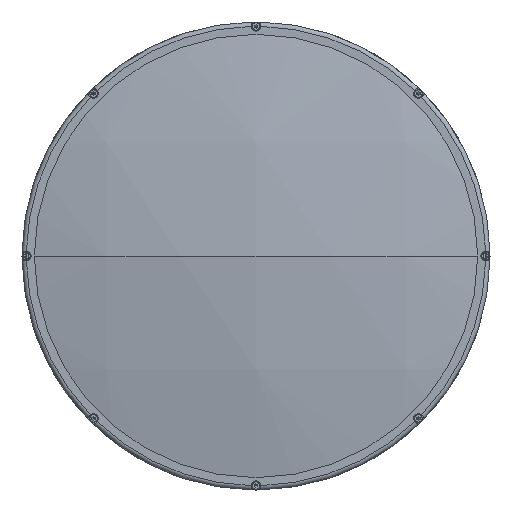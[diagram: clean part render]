
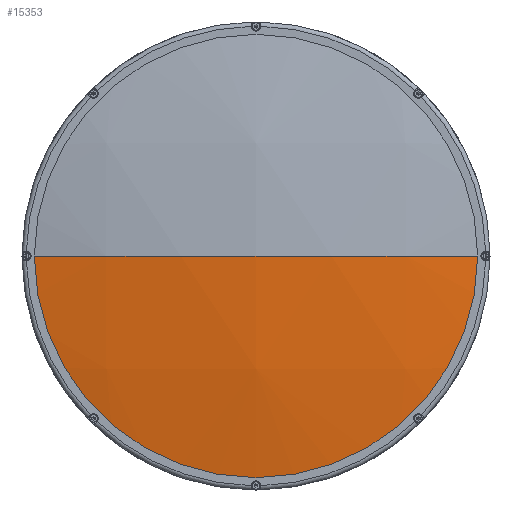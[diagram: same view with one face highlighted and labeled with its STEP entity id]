
A CAD part, left-side view. The second image highlights one B-rep face of the part: STEP entity #15353.
In plain terms, the highlighted spherical face has radius 786 mm.
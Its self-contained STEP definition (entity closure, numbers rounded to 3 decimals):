
#812 = SPHERICAL_SURFACE ( 'NONE', #5504, 786. ) ;
#1341 = DIRECTION ( 'NONE',  ( 0., -1., 0. ) ) ;
#2833 = ORIENTED_EDGE ( 'NONE', *, *, #18336, .T. ) ;
#3971 = CARTESIAN_POINT ( 'NONE',  ( 66.073, 0.64, 0. ) ) ;
#4104 = CARTESIAN_POINT ( 'NONE',  ( -704.592, -153.86, 0. ) ) ;
#4201 = EDGE_LOOP ( 'NONE', ( #7856, #2833, #13037 ) ) ;
#5504 = AXIS2_PLACEMENT_3D ( 'NONE', #19470, #19545, #9899 ) ;
#5568 = DIRECTION ( 'NONE',  ( 0., 1., 0. ) ) ;
#6849 = VERTEX_POINT ( 'NONE', #15169 ) ;
#7153 = EDGE_CURVE ( 'NONE', #19195, #6849, #12499, .T. ) ;
#7767 = VERTEX_POINT ( 'NONE', #4104 ) ;
#7856 = ORIENTED_EDGE ( 'NONE', *, *, #13226, .T. ) ;
#8056 = CIRCLE ( 'NONE', #17981, 154.5 ) ;
#8616 = CARTESIAN_POINT ( 'NONE',  ( -704.592, 0.64, 0. ) ) ;
#9899 = DIRECTION ( 'NONE',  ( 0., 1., 0. ) ) ;
#10253 = DIRECTION ( 'NONE',  ( 0., 0., 1. ) ) ;
#10981 = DIRECTION ( 'NONE',  ( 0., 0., 1. ) ) ;
#11753 = AXIS2_PLACEMENT_3D ( 'NONE', #20620, #10981, #1341 ) ;
#11937 = AXIS2_PLACEMENT_3D ( 'NONE', #3971, #15249, #5568 ) ;
#12465 = CARTESIAN_POINT ( 'NONE',  ( -704.592, 155.14, 0. ) ) ;
#12499 = CIRCLE ( 'NONE', #11753, 786. ) ;
#13037 = ORIENTED_EDGE ( 'NONE', *, *, #7153, .F. ) ;
#13226 = EDGE_CURVE ( 'NONE', #19195, #7767, #8056, .T. ) ;
#14662 = FACE_OUTER_BOUND ( 'NONE', #4201, .T. ) ;
#15169 = CARTESIAN_POINT ( 'NONE',  ( -719.927, 0.64, 0. ) ) ;
#15249 = DIRECTION ( 'NONE',  ( 0., 0., -1. ) ) ;
#15353 = ADVANCED_FACE ( 'NONE', ( #14662 ), #812, .T. ) ;
#17981 = AXIS2_PLACEMENT_3D ( 'NONE', #8616, #19887, #10253 ) ;
#18336 = EDGE_CURVE ( 'NONE', #7767, #6849, #18870, .T. ) ;
#18870 = CIRCLE ( 'NONE', #11937, 786. ) ;
#19195 = VERTEX_POINT ( 'NONE', #12465 ) ;
#19470 = CARTESIAN_POINT ( 'NONE',  ( 66.073, 0.64, 0. ) ) ;
#19545 = DIRECTION ( 'NONE',  ( 0., 0., -1. ) ) ;
#19887 = DIRECTION ( 'NONE',  ( -1., 0., 0. ) ) ;
#20620 = CARTESIAN_POINT ( 'NONE',  ( 66.073, 0.64, 0. ) ) ;
